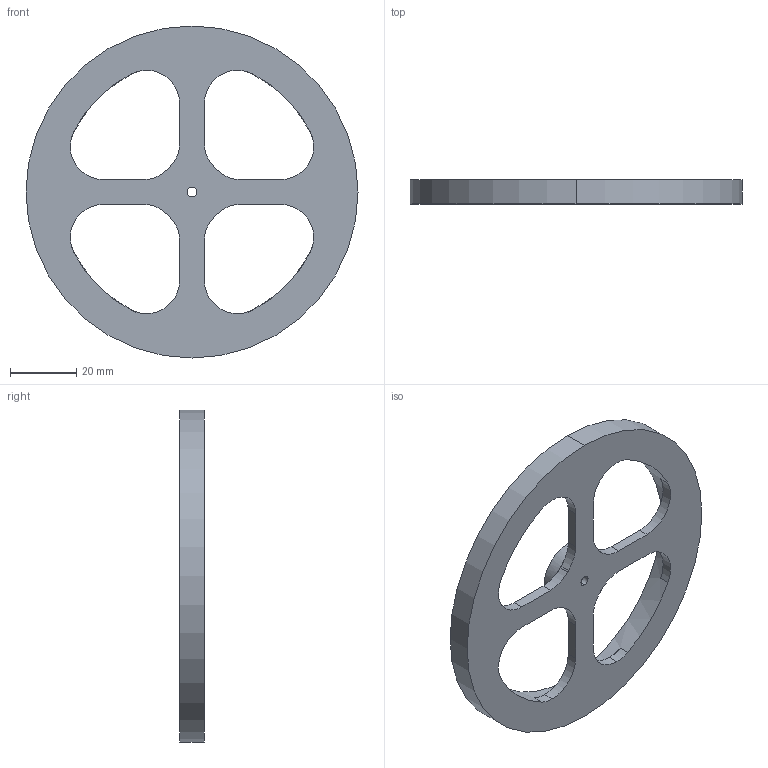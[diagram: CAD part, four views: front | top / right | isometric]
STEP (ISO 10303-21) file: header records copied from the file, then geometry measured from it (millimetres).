
FILE_DESCRIPTION (( 'STEP AP214' ), '1' );
FILE_NAME ('Reaction Wheel Small Hole.STEP', '2018-02-17T01:24:15', ( '' ), ( '' ), 'SwSTEP 2.0', 'SolidWorks 2016', '' );
FILE_SCHEMA (( 'AUTOMOTIVE_DESIGN' ));
Length unit declared in the file: millimetre
Products named in the file (1): Reaction Wheel Small Hole
Bounding box: 100 x 7.25 x 100 mm (x, y, z)
Volume: 26842 mm3; surface area: 13844.3 mm2
Topology: 1 solids, 1 shells, 41 faces, 126 edges, 84 vertices
Faces by surface type: cylinder 26, plane 15
Entity records: 1502 total; most frequent: DIRECTION 278, CARTESIAN_POINT 252, ORIENTED_EDGE 252, EDGE_CURVE 126, AXIS2_PLACEMENT_3D 110, VERTEX_POINT 84, CIRCLE 68, VECTOR 58
